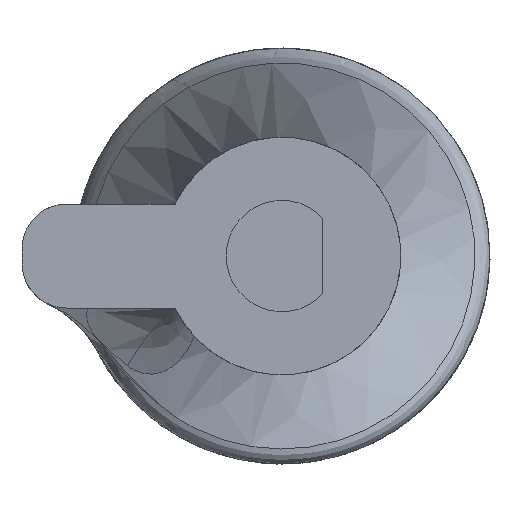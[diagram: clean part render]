
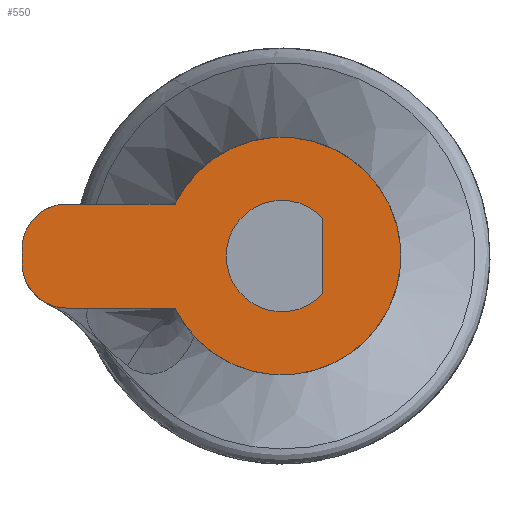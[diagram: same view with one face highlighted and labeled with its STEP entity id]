
A CAD part, front view. The second image highlights one B-rep face of the part: STEP entity #550.
In plain terms, the highlighted planar face has unit normal (0, -1, 0).
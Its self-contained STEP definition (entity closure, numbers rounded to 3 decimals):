
#15=FACE_BOUND('',#121,.T.);
#20=PLANE('',#604);
#38=CIRCLE('',#571,4.);
#54=CIRCLE('',#594,1.875);
#56=CIRCLE('',#597,1.5);
#57=CIRCLE('',#599,8.75);
#58=CIRCLE('',#601,1.5);
#88=FACE_OUTER_BOUND('',#120,.T.);
#120=EDGE_LOOP('',(#495,#496,#497,#498,#499,#500));
#121=EDGE_LOOP('',(#501,#502));
#175=LINE('',#2145,#197);
#183=LINE('',#2169,#205);
#184=LINE('',#2171,#206);
#197=VECTOR('',#673,10.);
#205=VECTOR('',#701,10.);
#206=VECTOR('',#704,10.);
#219=VERTEX_POINT('',#784);
#220=VERTEX_POINT('',#786);
#253=VERTEX_POINT('',#2143);
#254=VERTEX_POINT('',#2144);
#257=VERTEX_POINT('',#2155);
#258=VERTEX_POINT('',#2157);
#259=VERTEX_POINT('',#2161);
#260=VERTEX_POINT('',#2165);
#273=EDGE_CURVE('',#220,#219,#38,.T.);
#329=EDGE_CURVE('',#253,#254,#175,.T.);
#333=EDGE_CURVE('',#254,#253,#54,.T.);
#336=EDGE_CURVE('',#257,#258,#56,.T.);
#338=EDGE_CURVE('',#259,#258,#57,.T.);
#340=EDGE_CURVE('',#259,#260,#58,.T.);
#342=EDGE_CURVE('',#219,#260,#183,.T.);
#343=EDGE_CURVE('',#220,#257,#184,.T.);
#495=ORIENTED_EDGE('',*,*,#336,.F.);
#496=ORIENTED_EDGE('',*,*,#343,.F.);
#497=ORIENTED_EDGE('',*,*,#273,.T.);
#498=ORIENTED_EDGE('',*,*,#342,.T.);
#499=ORIENTED_EDGE('',*,*,#340,.F.);
#500=ORIENTED_EDGE('',*,*,#338,.T.);
#501=ORIENTED_EDGE('',*,*,#329,.T.);
#502=ORIENTED_EDGE('',*,*,#333,.T.);
#550=ADVANCED_FACE('',(#88,#15),#20,.T.);
#571=AXIS2_PLACEMENT_3D('',#787,#622,#623);
#594=AXIS2_PLACEMENT_3D('',#2152,#679,#680);
#597=AXIS2_PLACEMENT_3D('',#2158,#686,#687);
#599=AXIS2_PLACEMENT_3D('',#2162,#691,#692);
#601=AXIS2_PLACEMENT_3D('',#2166,#696,#697);
#604=AXIS2_PLACEMENT_3D('',#2172,#705,#706);
#622=DIRECTION('center_axis',(0.,-1.,0.));
#623=DIRECTION('ref_axis',(0.891,0.,0.454));
#673=DIRECTION('',(0.,0.,-1.));
#679=DIRECTION('center_axis',(0.,1.,0.));
#680=DIRECTION('ref_axis',(0.733,0.,0.68));
#686=DIRECTION('center_axis',(0.,1.,0.));
#687=DIRECTION('ref_axis',(-0.695,0.,-0.719));
#691=DIRECTION('center_axis',(0.,-1.,0.));
#692=DIRECTION('ref_axis',(1.,0.,0.));
#696=DIRECTION('center_axis',(0.,1.,0.));
#697=DIRECTION('ref_axis',(-0.695,0.,0.719));
#701=DIRECTION('',(-1.,0.,0.));
#704=DIRECTION('',(-1.,0.,0.));
#705=DIRECTION('center_axis',(0.,-1.,0.));
#706=DIRECTION('ref_axis',(1.,0.,0.));
#784=CARTESIAN_POINT('',(-3.597,0.,1.75));
#786=CARTESIAN_POINT('',(-3.597,0.,-1.75));
#787=CARTESIAN_POINT('Origin',(0.,0.,0.));
#2143=CARTESIAN_POINT('',(1.375,0.,1.275));
#2144=CARTESIAN_POINT('',(1.375,0.,-1.275));
#2145=CARTESIAN_POINT('',(1.375,0.,0.637));
#2152=CARTESIAN_POINT('Origin',(0.,0.,0.));
#2155=CARTESIAN_POINT('',(-7.246,0.,-1.75));
#2157=CARTESIAN_POINT('',(-8.745,0.,-0.302));
#2158=CARTESIAN_POINT('Origin',(-7.246,0.,-0.25));
#2161=CARTESIAN_POINT('',(-8.745,0.,0.302));
#2162=CARTESIAN_POINT('Origin',(0.,0.,0.));
#2165=CARTESIAN_POINT('',(-7.246,0.,1.75));
#2166=CARTESIAN_POINT('Origin',(-7.246,0.,0.25));
#2169=CARTESIAN_POINT('',(0.,0.,1.75));
#2171=CARTESIAN_POINT('',(0.,0.,-1.75));
#2172=CARTESIAN_POINT('Origin',(-2.375,0.,0.));
